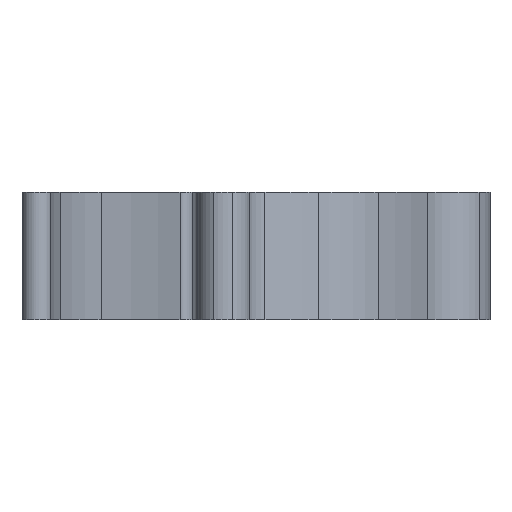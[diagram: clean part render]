
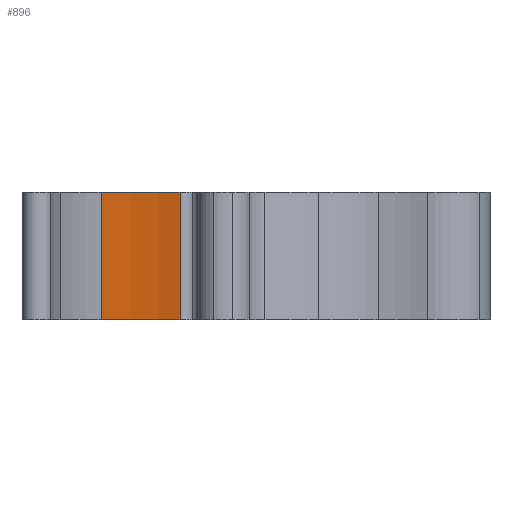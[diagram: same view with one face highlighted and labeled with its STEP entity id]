
A CAD part, left-side view. The second image highlights one B-rep face of the part: STEP entity #896.
In plain terms, the highlighted cylindrical face has radius 29.305 mm (diameter 58.611 mm), a partial arc.
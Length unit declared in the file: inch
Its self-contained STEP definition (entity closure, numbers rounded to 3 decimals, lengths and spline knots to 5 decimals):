
#53=FACE_OUTER_BOUND($,#99,.T.);
#99=EDGE_LOOP($,(#658,#659,#660,#661));
#145=LINE($,#1591,#189);
#146=LINE($,#1597,#190);
#189=VECTOR($,#1315,0.25);
#190=VECTOR($,#1322,0.25);
#272=CIRCLE($,#1024,1.15375);
#273=CIRCLE($,#1025,1.15375);
#360=VERTEX_POINT($,#1587);
#361=VERTEX_POINT($,#1589);
#362=VERTEX_POINT($,#1593);
#363=VERTEX_POINT($,#1595);
#487=EDGE_CURVE($,#360,#361,#145,.T.);
#488=EDGE_CURVE($,#362,#360,#272,.T.);
#489=EDGE_CURVE($,#363,#361,#273,.T.);
#490=EDGE_CURVE($,#362,#363,#146,.T.);
#658=ORIENTED_EDGE($,*,*,#488,.T.);
#659=ORIENTED_EDGE($,*,*,#487,.T.);
#660=ORIENTED_EDGE($,*,*,#489,.F.);
#661=ORIENTED_EDGE($,*,*,#490,.F.);
#805=CYLINDRICAL_SURFACE($,#1023,1.15375);
#896=ADVANCED_FACE($,(#53),#805,.T.);
#1023=AXIS2_PLACEMENT_3D($,#1592,#1316,#1317);
#1024=AXIS2_PLACEMENT_3D($,#1594,#1318,#1319);
#1025=AXIS2_PLACEMENT_3D($,#1596,#1320,#1321);
#1315=DIRECTION($,(0.,0.,1.));
#1316=DIRECTION('center_axis',(0.,0.,1.));
#1317=DIRECTION('ref_axis',(-0.619,-0.785,0.));
#1318=DIRECTION('center_axis',(0.,0.,1.));
#1319=DIRECTION('ref_axis',(-0.619,-0.785,0.));
#1320=DIRECTION('center_axis',(0.,0.,1.));
#1321=DIRECTION('ref_axis',(-0.619,-0.785,0.));
#1322=DIRECTION($,(0.,0.,1.));
#1587=CARTESIAN_POINT('',(-0.37479,0.39259,0.));
#1589=CARTESIAN_POINT('',(-0.37479,0.39259,0.25));
#1591=CARTESIAN_POINT($,(-0.37479,0.39259,0.));
#1592=CARTESIAN_POINT('Origin',(0.0791,1.45331,0.));
#1593=CARTESIAN_POINT('',(-0.63519,0.54726,0.));
#1594=CARTESIAN_POINT('Origin',(0.0791,1.45331,0.));
#1595=CARTESIAN_POINT('',(-0.63519,0.54726,0.25));
#1596=CARTESIAN_POINT('Origin',(0.0791,1.45331,0.25));
#1597=CARTESIAN_POINT($,(-0.63519,0.54726,0.));
